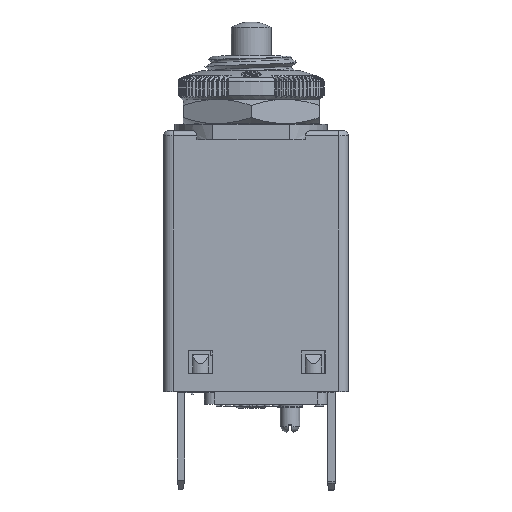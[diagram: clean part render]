
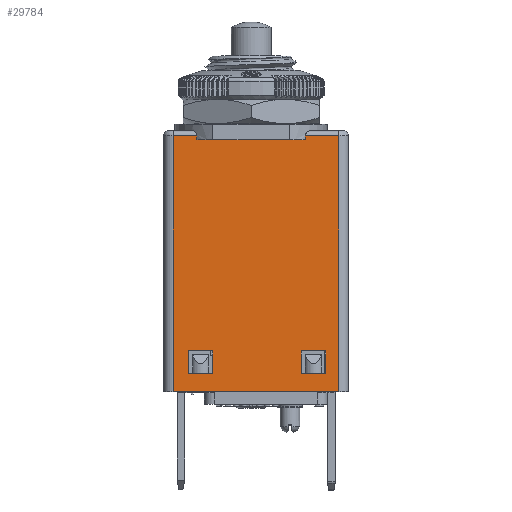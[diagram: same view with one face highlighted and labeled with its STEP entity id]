
A CAD part, top view. The second image highlights one B-rep face of the part: STEP entity #29784.
In plain terms, the highlighted planar face has unit normal (0, 0, 1).
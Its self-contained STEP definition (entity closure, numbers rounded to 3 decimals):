
#1380=DIRECTION('',(1.,0.,0.));
#1381=VECTOR('',#1380,2.5);
#1382=CARTESIAN_POINT('',(-6.45,3.18,5.5));
#1383=LINE('',#1382,#1381);
#1384=DIRECTION('',(0.,1.,0.));
#1385=VECTOR('',#1384,2.3);
#1386=CARTESIAN_POINT('',(-3.95,3.18,5.5));
#1387=LINE('',#1386,#1385);
#1388=DIRECTION('',(-1.,0.,0.));
#1389=VECTOR('',#1388,2.5);
#1390=CARTESIAN_POINT('',(-3.95,5.48,5.5));
#1391=LINE('',#1390,#1389);
#1392=DIRECTION('',(0.,-1.,0.));
#1393=VECTOR('',#1392,2.3);
#1394=CARTESIAN_POINT('',(-6.45,5.48,5.5));
#1395=LINE('',#1394,#1393);
#1396=DIRECTION('',(0.,-1.,0.));
#1397=VECTOR('',#1396,2.3);
#1398=CARTESIAN_POINT('',(5.15,5.48,5.5));
#1399=LINE('',#1398,#1397);
#1400=DIRECTION('',(1.,0.,0.));
#1401=VECTOR('',#1400,2.5);
#1402=CARTESIAN_POINT('',(5.15,3.18,5.5));
#1403=LINE('',#1402,#1401);
#1404=DIRECTION('',(0.,1.,0.));
#1405=VECTOR('',#1404,2.3);
#1406=CARTESIAN_POINT('',(7.65,3.18,5.5));
#1407=LINE('',#1406,#1405);
#1408=DIRECTION('',(-1.,0.,0.));
#1409=VECTOR('',#1408,2.5);
#1410=CARTESIAN_POINT('',(7.65,5.48,5.5));
#1411=LINE('',#1410,#1409);
#1412=DIRECTION('',(-1.,0.,0.));
#1413=VECTOR('',#1412,2.413);
#1414=CARTESIAN_POINT('',(-5.587,27.61,5.5));
#1415=LINE('',#1414,#1413);
#1416=DIRECTION('',(0.,1.,0.));
#1417=VECTOR('',#1416,0.4);
#1418=CARTESIAN_POINT('',(-5.587,27.21,5.5));
#1419=LINE('',#1418,#1417);
#1420=DIRECTION('',(-1.,0.,0.));
#1421=VECTOR('',#1420,11.174);
#1422=CARTESIAN_POINT('',(5.587,27.21,5.5));
#1423=LINE('',#1422,#1421);
#1424=DIRECTION('',(0.,1.,0.));
#1425=VECTOR('',#1424,0.4);
#1426=CARTESIAN_POINT('',(5.587,27.21,5.5));
#1427=LINE('',#1426,#1425);
#1428=DIRECTION('',(-1.,0.,0.));
#1429=VECTOR('',#1428,3.413);
#1430=CARTESIAN_POINT('',(9.,27.61,5.5));
#1431=LINE('',#1430,#1429);
#1432=DIRECTION('',(0.,1.,0.));
#1433=VECTOR('',#1432,26.3);
#1434=CARTESIAN_POINT('',(9.,1.31,5.5));
#1435=LINE('',#1434,#1433);
#1436=DIRECTION('',(1.,0.,0.));
#1437=VECTOR('',#1436,17.);
#1438=CARTESIAN_POINT('',(-8.,1.31,5.5));
#1439=LINE('',#1438,#1437);
#1440=DIRECTION('',(0.,-1.,0.));
#1441=VECTOR('',#1440,26.3);
#1442=CARTESIAN_POINT('',(-8.,27.61,5.5));
#1443=LINE('',#1442,#1441);
#23420=CARTESIAN_POINT('',(5.587,27.21,5.5));
#23421=CARTESIAN_POINT('',(-5.587,27.21,5.5));
#23422=VERTEX_POINT('',#23420);
#23423=VERTEX_POINT('',#23421);
#23452=CARTESIAN_POINT('',(-6.45,3.18,5.5));
#23453=CARTESIAN_POINT('',(-3.95,3.18,5.5));
#23454=VERTEX_POINT('',#23452);
#23455=VERTEX_POINT('',#23453);
#23456=CARTESIAN_POINT('',(-3.95,5.48,5.5));
#23457=VERTEX_POINT('',#23456);
#23458=CARTESIAN_POINT('',(-6.45,5.48,5.5));
#23459=VERTEX_POINT('',#23458);
#23460=CARTESIAN_POINT('',(5.15,5.48,5.5));
#23461=CARTESIAN_POINT('',(5.15,3.18,5.5));
#23462=VERTEX_POINT('',#23460);
#23463=VERTEX_POINT('',#23461);
#23464=CARTESIAN_POINT('',(7.65,3.18,5.5));
#23465=VERTEX_POINT('',#23464);
#23466=CARTESIAN_POINT('',(7.65,5.48,5.5));
#23467=VERTEX_POINT('',#23466);
#23566=CARTESIAN_POINT('',(-8.,1.31,5.5));
#23568=VERTEX_POINT('',#23566);
#23571=CARTESIAN_POINT('',(9.,1.31,5.5));
#23573=VERTEX_POINT('',#23571);
#23598=CARTESIAN_POINT('',(-8.,27.61,5.5));
#23599=VERTEX_POINT('',#23598);
#23602=CARTESIAN_POINT('',(-5.587,27.61,5.5));
#23603=VERTEX_POINT('',#23602);
#23610=CARTESIAN_POINT('',(9.,27.61,5.5));
#23611=CARTESIAN_POINT('',(5.587,27.61,5.5));
#23612=VERTEX_POINT('',#23610);
#23613=VERTEX_POINT('',#23611);
#29746=CARTESIAN_POINT('',(0.,1.31,5.5));
#29747=DIRECTION('',(0.,0.,1.));
#29748=DIRECTION('',(1.,0.,0.));
#29749=AXIS2_PLACEMENT_3D('',#29746,#29747,#29748);
#29750=PLANE('',#29749);
#29752=ORIENTED_EDGE('',*,*,#29751,.F.);
#29753=ORIENTED_EDGE('',*,*,#29444,.F.);
#29755=ORIENTED_EDGE('',*,*,#29754,.F.);
#29757=ORIENTED_EDGE('',*,*,#29756,.T.);
#29759=ORIENTED_EDGE('',*,*,#29758,.F.);
#29761=ORIENTED_EDGE('',*,*,#29760,.F.);
#29762=ORIENTED_EDGE('',*,*,#29202,.F.);
#29763=ORIENTED_EDGE('',*,*,#29283,.F.);
#29764=EDGE_LOOP('',(#29752,#29753,#29755,#29757,#29759,#29761,#29762,#29763));
#29765=FACE_OUTER_BOUND('',#29764,.F.);
#29767=ORIENTED_EDGE('',*,*,#29766,.T.);
#29769=ORIENTED_EDGE('',*,*,#29768,.T.);
#29771=ORIENTED_EDGE('',*,*,#29770,.T.);
#29773=ORIENTED_EDGE('',*,*,#29772,.T.);
#29774=EDGE_LOOP('',(#29767,#29769,#29771,#29773));
#29775=FACE_BOUND('',#29774,.F.);
#29776=ORIENTED_EDGE('',*,*,#29574,.T.);
#29777=ORIENTED_EDGE('',*,*,#29723,.T.);
#29779=ORIENTED_EDGE('',*,*,#29778,.T.);
#29781=ORIENTED_EDGE('',*,*,#29780,.T.);
#29782=EDGE_LOOP('',(#29776,#29777,#29779,#29781));
#29783=FACE_BOUND('',#29782,.F.);
#29202=EDGE_CURVE('',#23568,#23573,#1439,.T.);
#29283=EDGE_CURVE('',#23599,#23568,#1443,.T.);
#29444=EDGE_CURVE('',#23423,#23603,#1419,.T.);
#29574=EDGE_CURVE('',#23454,#23455,#1383,.T.);
#29723=EDGE_CURVE('',#23455,#23457,#1387,.T.);
#29751=EDGE_CURVE('',#23603,#23599,#1415,.T.);
#29754=EDGE_CURVE('',#23422,#23423,#1423,.T.);
#29756=EDGE_CURVE('',#23422,#23613,#1427,.T.);
#29758=EDGE_CURVE('',#23612,#23613,#1431,.T.);
#29760=EDGE_CURVE('',#23573,#23612,#1435,.T.);
#29766=EDGE_CURVE('',#23462,#23463,#1399,.T.);
#29768=EDGE_CURVE('',#23463,#23465,#1403,.T.);
#29770=EDGE_CURVE('',#23465,#23467,#1407,.T.);
#29772=EDGE_CURVE('',#23467,#23462,#1411,.T.);
#29778=EDGE_CURVE('',#23457,#23459,#1391,.T.);
#29780=EDGE_CURVE('',#23459,#23454,#1395,.T.);
#29784=ADVANCED_FACE('',(#29765,#29775,#29783),#29750,.T.);
